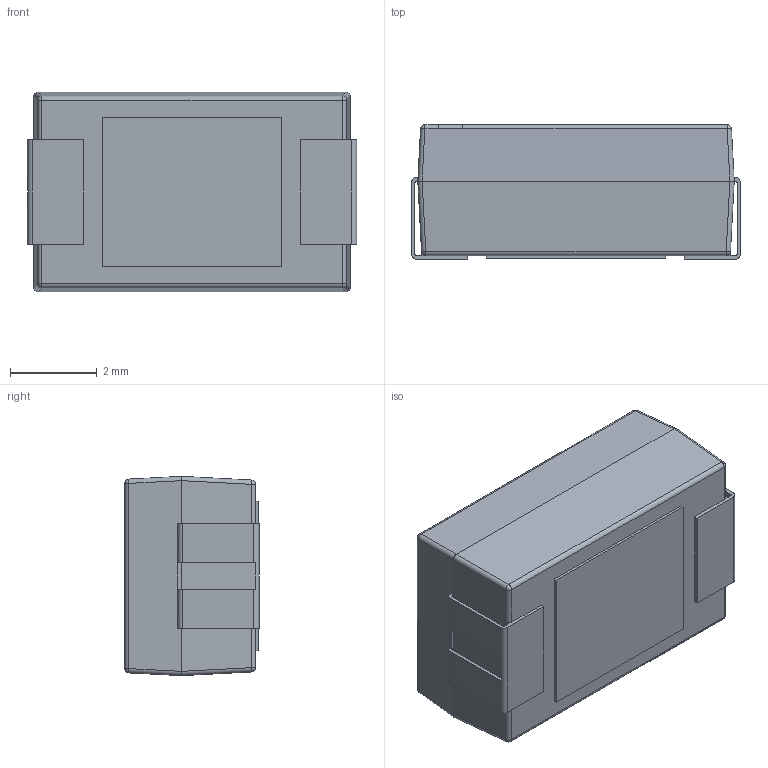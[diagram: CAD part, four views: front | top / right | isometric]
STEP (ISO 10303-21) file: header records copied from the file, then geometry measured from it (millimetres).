
FILE_DESCRIPTION (( 'STEP AP214' ), '1' );
FILE_NAME ('User Library-CAP_TANT_7343-31.STEP', '2014-04-23T01:37:38', ( 'Windows User' ), ( '' ), 'SwSTEP 2.0', 'SolidWorks 2014', '' );
FILE_SCHEMA (( 'AUTOMOTIVE_DESIGN' ));
Length unit declared in the file: millimetre
Products named in the file (1): User Library-CAP_TANT_7343-31
Bounding box: 7.6 x 3.1 x 4.6 mm (x, y, z)
Volume: 100.4 mm3; surface area: 153.1 mm2
Topology: 1 solids, 1 shells, 168 faces, 457 edges, 286 vertices
Faces by surface type: plane 86, bspline 42, cylinder 32, sphere 8
Entity records: 8712 total; most frequent: CARTESIAN_POINT 3262, ORIENTED_EDGE 898, DIRECTION 671, EDGE_CURVE 449, LINE 305, VECTOR 305, VERTEX_POINT 286, AXIS2_PLACEMENT_3D 183
